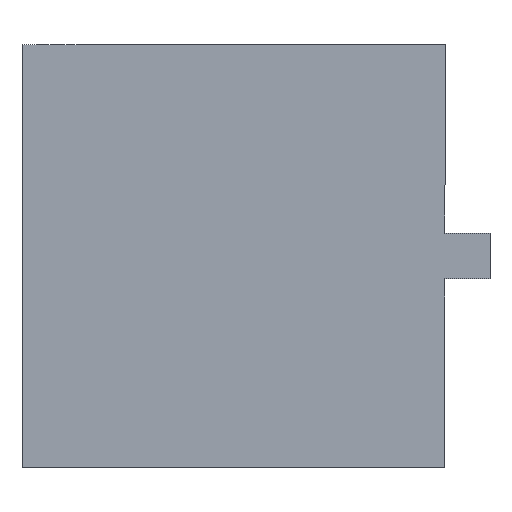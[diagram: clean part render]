
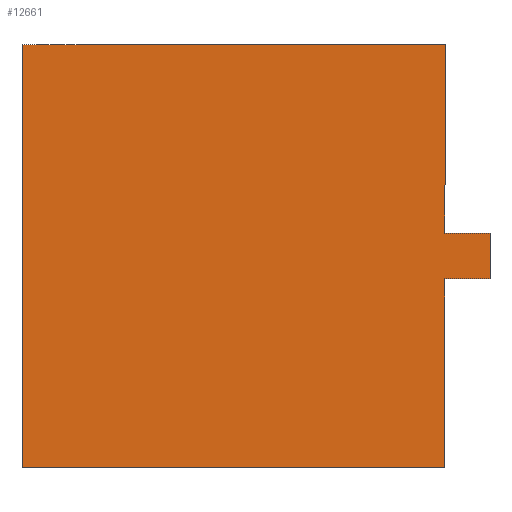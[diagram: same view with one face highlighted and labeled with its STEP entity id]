
A CAD part, front view. The second image highlights one B-rep face of the part: STEP entity #12661.
In plain terms, the highlighted planar face has unit normal (0, -1, 0).
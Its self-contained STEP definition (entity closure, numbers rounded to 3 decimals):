
#120 = VERTEX_POINT ( 'NONE', #3445 ) ;
#299 = CARTESIAN_POINT ( 'NONE',  ( 23.5, -0.15, -47. ) ) ;
#1448 = EDGE_CURVE ( 'NONE', #15259, #120, #10437, .T. ) ;
#2022 = VERTEX_POINT ( 'NONE', #21364 ) ;
#3106 = CARTESIAN_POINT ( 'NONE',  ( 23.5, -0.15, 0. ) ) ;
#3445 = CARTESIAN_POINT ( 'NONE',  ( 28.5, -0.15, -26.05 ) ) ;
#4317 = ORIENTED_EDGE ( 'NONE', *, *, #24652, .T. ) ;
#4755 = LINE ( 'NONE', #21716, #10422 ) ;
#4870 = EDGE_CURVE ( 'NONE', #21318, #2022, #26369, .T. ) ;
#5019 = AXIS2_PLACEMENT_3D ( 'NONE', #21974, #7178, #15555 ) ;
#5759 = CARTESIAN_POINT ( 'NONE',  ( 28.5, -0.15, -26.05 ) ) ;
#5850 = CARTESIAN_POINT ( 'NONE',  ( 23.5, -0.15, -26.05 ) ) ;
#6556 = VECTOR ( 'NONE', #24711, 1000. ) ;
#6789 = DIRECTION ( 'NONE',  ( 0., 0., -1. ) ) ;
#6960 = CARTESIAN_POINT ( 'NONE',  ( -23.5, -0.15, 0. ) ) ;
#7178 = DIRECTION ( 'NONE',  ( 0., -1., 0. ) ) ;
#7747 = DIRECTION ( 'NONE',  ( 1., 0., 0. ) ) ;
#7803 = VERTEX_POINT ( 'NONE', #27225 ) ;
#7831 = CARTESIAN_POINT ( 'NONE',  ( 28.5, -0.15, -20.95 ) ) ;
#7835 = CARTESIAN_POINT ( 'NONE',  ( 23.5, -0.15, 0. ) ) ;
#7840 = CARTESIAN_POINT ( 'NONE',  ( 23.5, -0.15, -26.05 ) ) ;
#7869 = ORIENTED_EDGE ( 'NONE', *, *, #16802, .T. ) ;
#8113 = DIRECTION ( 'NONE',  ( -1., 0., 0. ) ) ;
#8131 = EDGE_CURVE ( 'NONE', #18260, #21318, #10539, .T. ) ;
#9786 = ORIENTED_EDGE ( 'NONE', *, *, #15253, .T. ) ;
#10255 = CARTESIAN_POINT ( 'NONE',  ( 23.5, -0.15, -20.95 ) ) ;
#10422 = VECTOR ( 'NONE', #17538, 1000. ) ;
#10437 = LINE ( 'NONE', #7840, #20289 ) ;
#10539 = LINE ( 'NONE', #24637, #24687 ) ;
#11028 = LINE ( 'NONE', #6960, #22892 ) ;
#11078 = LINE ( 'NONE', #299, #12060 ) ;
#11141 = FACE_OUTER_BOUND ( 'NONE', #14140, .T. ) ;
#12060 = VECTOR ( 'NONE', #19260, 1000. ) ;
#12134 = ORIENTED_EDGE ( 'NONE', *, *, #1448, .T. ) ;
#12661 = ADVANCED_FACE ( 'NONE', ( #11141 ), #25910, .T. ) ;
#14140 = EDGE_LOOP ( 'NONE', ( #22565, #7869, #4317, #21324, #12134, #9786, #24553, #14254 ) ) ;
#14209 = CARTESIAN_POINT ( 'NONE',  ( 23.5, -0.15, -47. ) ) ;
#14254 = ORIENTED_EDGE ( 'NONE', *, *, #8131, .T. ) ;
#15023 = EDGE_CURVE ( 'NONE', #16228, #15259, #11078, .T. ) ;
#15186 = CARTESIAN_POINT ( 'NONE',  ( 28.5, -0.15, -20.95 ) ) ;
#15253 = EDGE_CURVE ( 'NONE', #120, #21546, #22908, .T. ) ;
#15259 = VERTEX_POINT ( 'NONE', #5850 ) ;
#15555 = DIRECTION ( 'NONE',  ( 0., 0., -1. ) ) ;
#16228 = VERTEX_POINT ( 'NONE', #14209 ) ;
#16542 = VECTOR ( 'NONE', #8113, 1000. ) ;
#16647 = VECTOR ( 'NONE', #22763, 1000. ) ;
#16802 = EDGE_CURVE ( 'NONE', #2022, #7803, #11028, .T. ) ;
#17538 = DIRECTION ( 'NONE',  ( 1., 0., 0. ) ) ;
#18260 = VERTEX_POINT ( 'NONE', #10255 ) ;
#18327 = EDGE_CURVE ( 'NONE', #21546, #18260, #22769, .T. ) ;
#19260 = DIRECTION ( 'NONE',  ( 0., 0., 1. ) ) ;
#20289 = VECTOR ( 'NONE', #7747, 1000. ) ;
#21318 = VERTEX_POINT ( 'NONE', #3106 ) ;
#21324 = ORIENTED_EDGE ( 'NONE', *, *, #15023, .T. ) ;
#21364 = CARTESIAN_POINT ( 'NONE',  ( -23.5, -0.15, 0. ) ) ;
#21546 = VERTEX_POINT ( 'NONE', #15186 ) ;
#21716 = CARTESIAN_POINT ( 'NONE',  ( -23.5, -0.15, -47. ) ) ;
#21974 = CARTESIAN_POINT ( 'NONE',  ( 0., -0.15, 0. ) ) ;
#22565 = ORIENTED_EDGE ( 'NONE', *, *, #4870, .T. ) ;
#22763 = DIRECTION ( 'NONE',  ( 0., 0., 1. ) ) ;
#22769 = LINE ( 'NONE', #7831, #6556 ) ;
#22892 = VECTOR ( 'NONE', #6789, 1000. ) ;
#22908 = LINE ( 'NONE', #5759, #16647 ) ;
#24553 = ORIENTED_EDGE ( 'NONE', *, *, #18327, .T. ) ;
#24637 = CARTESIAN_POINT ( 'NONE',  ( 23.5, -0.15, -20.95 ) ) ;
#24652 = EDGE_CURVE ( 'NONE', #7803, #16228, #4755, .T. ) ;
#24687 = VECTOR ( 'NONE', #26648, 1000. ) ;
#24711 = DIRECTION ( 'NONE',  ( -1., 0., 0. ) ) ;
#25910 = PLANE ( 'NONE',  #5019 ) ;
#26369 = LINE ( 'NONE', #7835, #16542 ) ;
#26648 = DIRECTION ( 'NONE',  ( 0., 0., 1. ) ) ;
#27225 = CARTESIAN_POINT ( 'NONE',  ( -23.5, -0.15, -47. ) ) ;
